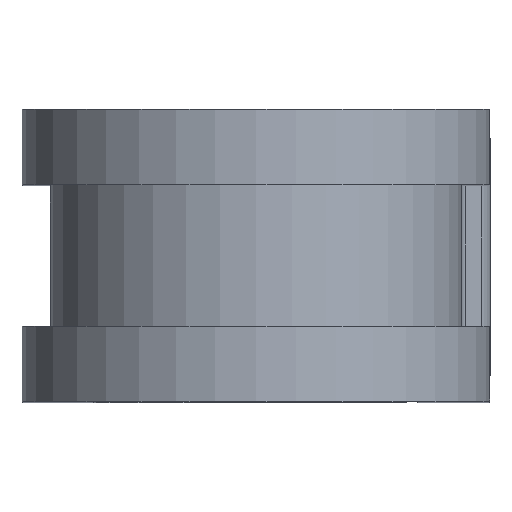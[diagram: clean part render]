
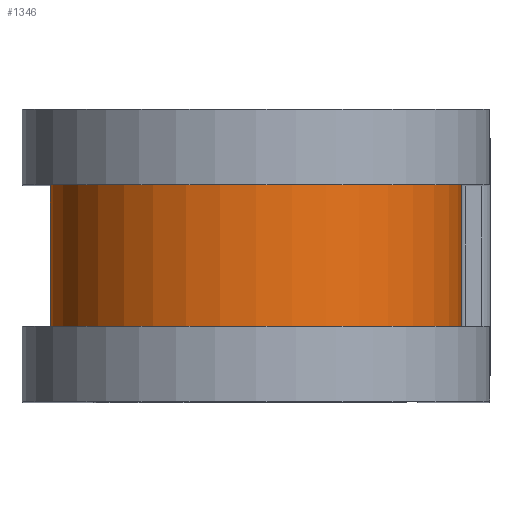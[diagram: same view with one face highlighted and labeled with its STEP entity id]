
A CAD part, top view. The second image highlights one B-rep face of the part: STEP entity #1346.
In plain terms, the highlighted cylindrical face has radius 11.062 mm (diameter 22.123 mm), a partial arc.
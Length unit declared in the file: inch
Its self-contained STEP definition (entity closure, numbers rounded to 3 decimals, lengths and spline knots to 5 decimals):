
#46 = DIRECTION ( 'NONE',  ( 0., -1., 0. ) ) ;
#98 = VERTEX_POINT ( 'NONE', #1719 ) ;
#202 = CARTESIAN_POINT ( 'NONE',  ( -0.4355, -0.15, 0.687 ) ) ;
#236 = CARTESIAN_POINT ( 'NONE',  ( 0.4355, 0.15, 0.687 ) ) ;
#267 = ORIENTED_EDGE ( 'NONE', *, *, #551, .F. ) ;
#326 = ORIENTED_EDGE ( 'NONE', *, *, #533, .T. ) ;
#418 = CARTESIAN_POINT ( 'NONE',  ( 0., 0.15, 0.687 ) ) ;
#533 = EDGE_CURVE ( 'NONE', #977, #773, #1977, .T. ) ;
#544 = CARTESIAN_POINT ( 'NONE',  ( 0., 0.25, 0.687 ) ) ;
#551 = EDGE_CURVE ( 'NONE', #842, #98, #642, .T. ) ;
#577 = EDGE_CURVE ( 'NONE', #842, #977, #1123, .T. ) ;
#581 = EDGE_CURVE ( 'NONE', #98, #773, #1066, .T. ) ;
#600 = DIRECTION ( 'NONE',  ( 0., 0., -1. ) ) ;
#642 = LINE ( 'NONE', #1601, #1498 ) ;
#773 = VERTEX_POINT ( 'NONE', #202 ) ;
#799 = CYLINDRICAL_SURFACE ( 'NONE', #1506, 0.4355 ) ;
#836 = AXIS2_PLACEMENT_3D ( 'NONE', #418, #1611, #600 ) ;
#842 = VERTEX_POINT ( 'NONE', #236 ) ;
#965 = DIRECTION ( 'NONE',  ( 0., -1., 0. ) ) ;
#977 = VERTEX_POINT ( 'NONE', #1794 ) ;
#1028 = ORIENTED_EDGE ( 'NONE', *, *, #581, .F. ) ;
#1066 = CIRCLE ( 'NONE', #1322, 0.4355 ) ;
#1091 = DIRECTION ( 'NONE',  ( 0., -1., 0. ) ) ;
#1123 = CIRCLE ( 'NONE', #836, 0.4355 ) ;
#1220 = ORIENTED_EDGE ( 'NONE', *, *, #577, .T. ) ;
#1322 = AXIS2_PLACEMENT_3D ( 'NONE', #1903, #965, #2045 ) ;
#1346 = ADVANCED_FACE ( 'NONE', ( #1674 ), #799, .T. ) ;
#1416 = EDGE_LOOP ( 'NONE', ( #267, #1220, #326, #1028 ) ) ;
#1453 = DIRECTION ( 'NONE',  ( 0., -1., 0. ) ) ;
#1498 = VECTOR ( 'NONE', #1453, 39.37008 ) ;
#1506 = AXIS2_PLACEMENT_3D ( 'NONE', #544, #1091, #1998 ) ;
#1545 = VECTOR ( 'NONE', #46, 39.37008 ) ;
#1601 = CARTESIAN_POINT ( 'NONE',  ( 0.4355, 0.25, 0.687 ) ) ;
#1611 = DIRECTION ( 'NONE',  ( 0., -1., 0. ) ) ;
#1674 = FACE_OUTER_BOUND ( 'NONE', #1416, .T. ) ;
#1719 = CARTESIAN_POINT ( 'NONE',  ( 0.4355, -0.15, 0.687 ) ) ;
#1740 = CARTESIAN_POINT ( 'NONE',  ( -0.4355, 0.25, 0.687 ) ) ;
#1794 = CARTESIAN_POINT ( 'NONE',  ( -0.4355, 0.15, 0.687 ) ) ;
#1903 = CARTESIAN_POINT ( 'NONE',  ( 0., -0.15, 0.687 ) ) ;
#1977 = LINE ( 'NONE', #1740, #1545 ) ;
#1998 = DIRECTION ( 'NONE',  ( 0., 0., -1. ) ) ;
#2045 = DIRECTION ( 'NONE',  ( 0., 0., -1. ) ) ;
